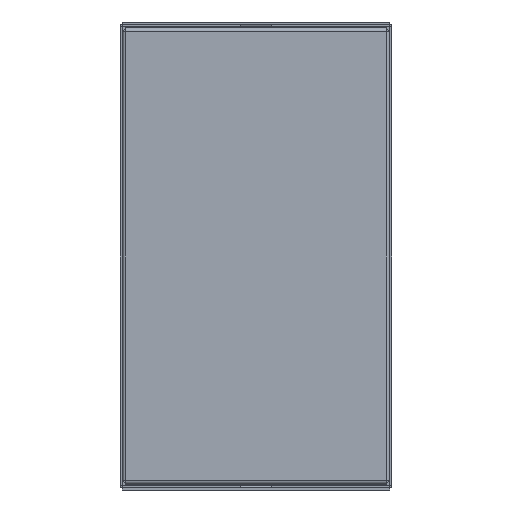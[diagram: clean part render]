
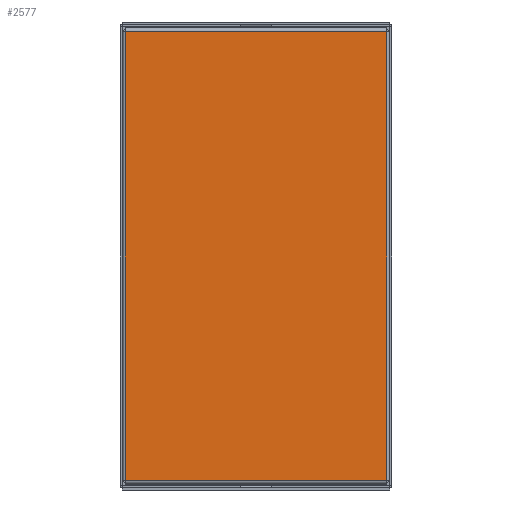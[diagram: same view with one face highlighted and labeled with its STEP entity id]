
A CAD part, front view. The second image highlights one B-rep face of the part: STEP entity #2577.
In plain terms, the highlighted planar face has unit normal (0, -1, 0).
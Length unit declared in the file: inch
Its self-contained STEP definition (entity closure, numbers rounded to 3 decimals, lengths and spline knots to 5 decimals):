
#133=FACE_OUTER_BOUND('',#305,.T.);
#305=EDGE_LOOP('',(#1747,#1748,#1749,#1750));
#527=LINE('',#3960,#839);
#528=LINE('',#3962,#840);
#529=LINE('',#3964,#841);
#530=LINE('',#3965,#842);
#839=VECTOR('',#3129,41.);
#840=VECTOR('',#3130,23.942);
#841=VECTOR('',#3131,41.);
#842=VECTOR('',#3132,23.942);
#1139=VERTEX_POINT('',#3958);
#1140=VERTEX_POINT('',#3959);
#1141=VERTEX_POINT('',#3961);
#1142=VERTEX_POINT('',#3963);
#1359=EDGE_CURVE('',#1139,#1140,#527,.F.);
#1360=EDGE_CURVE('',#1141,#1140,#528,.T.);
#1361=EDGE_CURVE('',#1141,#1142,#529,.F.);
#1362=EDGE_CURVE('',#1139,#1142,#530,.T.);
#1747=ORIENTED_EDGE('',*,*,#1359,.T.);
#1748=ORIENTED_EDGE('',*,*,#1360,.F.);
#1749=ORIENTED_EDGE('',*,*,#1361,.T.);
#1750=ORIENTED_EDGE('',*,*,#1362,.F.);
#2437=PLANE('',#2814);
#2577=ADVANCED_FACE('',(#133),#2437,.F.);
#2814=AXIS2_PLACEMENT_3D('',#3957,#3127,#3128);
#3127=DIRECTION('center_axis',(0.,1.,0.));
#3128=DIRECTION('ref_axis',(0.,0.,1.));
#3129=DIRECTION('',(0.,0.,1.));
#3130=DIRECTION('',(-1.,0.,0.));
#3131=DIRECTION('',(0.,0.,-1.));
#3132=DIRECTION('',(1.,0.,0.));
#3957=CARTESIAN_POINT('Origin',(0.,-0.1875,0.));
#3958=CARTESIAN_POINT('',(-11.971,-0.1875,20.5));
#3959=CARTESIAN_POINT('',(-11.971,-0.1875,-20.5));
#3960=CARTESIAN_POINT('',(-11.971,-0.1875,-20.5));
#3961=CARTESIAN_POINT('',(11.971,-0.1875,-20.5));
#3962=CARTESIAN_POINT('',(11.971,-0.1875,-20.5));
#3963=CARTESIAN_POINT('',(11.971,-0.1875,20.5));
#3964=CARTESIAN_POINT('',(11.971,-0.1875,20.5));
#3965=CARTESIAN_POINT('',(-11.971,-0.1875,20.5));
